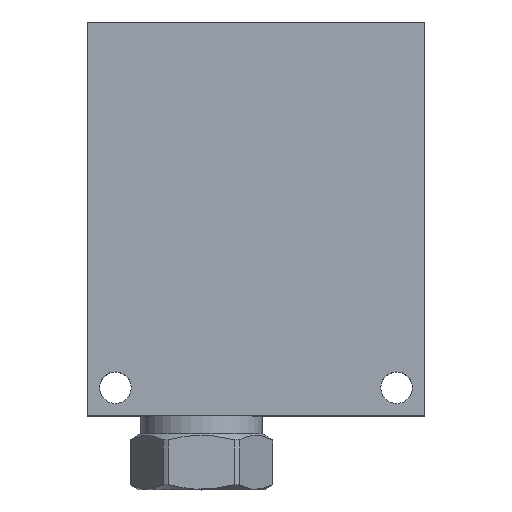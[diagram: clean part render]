
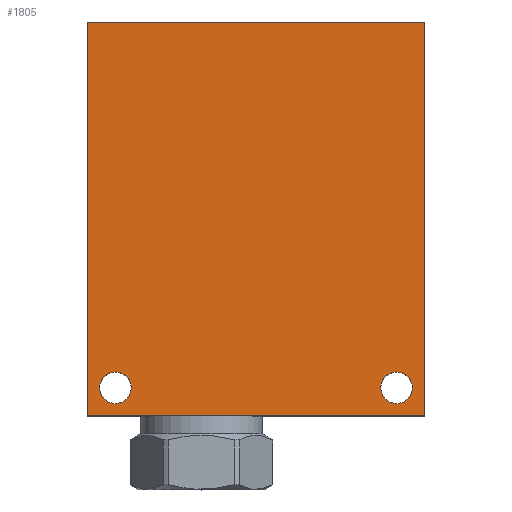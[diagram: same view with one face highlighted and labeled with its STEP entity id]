
A CAD part, top view. The second image highlights one B-rep face of the part: STEP entity #1805.
In plain terms, the highlighted planar face has unit normal (0, 0, 1).
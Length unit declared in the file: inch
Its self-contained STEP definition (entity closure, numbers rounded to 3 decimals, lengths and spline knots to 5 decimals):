
#93=DIRECTION('',(0.,-1.,0.));
#94=VECTOR('',#93,3.5);
#95=CARTESIAN_POINT('',(0.,0.,1.5));
#96=LINE('',#95,#94);
#97=DIRECTION('',(-1.,0.,0.));
#98=VECTOR('',#97,3.);
#99=CARTESIAN_POINT('',(3.,0.,1.5));
#100=LINE('',#99,#98);
#101=DIRECTION('',(0.,1.,0.));
#102=VECTOR('',#101,3.5);
#103=CARTESIAN_POINT('',(3.,-3.5,1.5));
#104=LINE('',#103,#102);
#105=DIRECTION('',(1.,0.,0.));
#106=VECTOR('',#105,3.);
#107=CARTESIAN_POINT('',(0.,-3.5,1.5));
#108=LINE('',#107,#106);
#109=CARTESIAN_POINT('',(0.25,-3.25,1.5));
#110=DIRECTION('',(0.,0.,1.));
#111=DIRECTION('',(0.,1.,0.));
#112=AXIS2_PLACEMENT_3D('',#109,#110,#111);
#114=CARTESIAN_POINT('',(0.25,-3.25,1.5));
#115=DIRECTION('',(0.,0.,1.));
#116=DIRECTION('',(0.,-1.,0.));
#117=AXIS2_PLACEMENT_3D('',#114,#115,#116);
#119=CARTESIAN_POINT('',(2.75,-3.25,1.5));
#120=DIRECTION('',(0.,0.,1.));
#121=DIRECTION('',(0.,1.,0.));
#122=AXIS2_PLACEMENT_3D('',#119,#120,#121);
#124=CARTESIAN_POINT('',(2.75,-3.25,1.5));
#125=DIRECTION('',(0.,0.,1.));
#126=DIRECTION('',(0.,-1.,0.));
#127=AXIS2_PLACEMENT_3D('',#124,#125,#126);
#1484=CARTESIAN_POINT('',(0.,0.,1.5));
#1485=CARTESIAN_POINT('',(0.,-3.5,1.5));
#1486=VERTEX_POINT('',#1484);
#1487=VERTEX_POINT('',#1485);
#1488=CARTESIAN_POINT('',(3.,-3.5,1.5));
#1489=VERTEX_POINT('',#1488);
#1490=CARTESIAN_POINT('',(3.,0.,1.5));
#1491=VERTEX_POINT('',#1490);
#1496=CARTESIAN_POINT('',(0.25,-3.1095,1.5));
#1497=CARTESIAN_POINT('',(0.25,-3.3905,1.5));
#1498=VERTEX_POINT('',#1496);
#1499=VERTEX_POINT('',#1497);
#1504=CARTESIAN_POINT('',(2.75,-3.1095,1.5));
#1505=CARTESIAN_POINT('',(2.75,-3.3905,1.5));
#1506=VERTEX_POINT('',#1504);
#1507=VERTEX_POINT('',#1505);
#1782=CARTESIAN_POINT('',(0.,0.,1.5));
#1783=DIRECTION('',(0.,0.,1.));
#1784=DIRECTION('',(1.,0.,0.));
#1785=AXIS2_PLACEMENT_3D('',#1782,#1783,#1784);
#1786=PLANE('',#1785);
#1787=ORIENTED_EDGE('',*,*,#1710,.F.);
#1788=ORIENTED_EDGE('',*,*,#1731,.F.);
#1789=ORIENTED_EDGE('',*,*,#1751,.F.);
#1790=ORIENTED_EDGE('',*,*,#1770,.F.);
#1791=EDGE_LOOP('',(#1787,#1788,#1789,#1790));
#1792=FACE_OUTER_BOUND('',#1791,.F.);
#1794=ORIENTED_EDGE('',*,*,#1793,.T.);
#1796=ORIENTED_EDGE('',*,*,#1795,.T.);
#1797=EDGE_LOOP('',(#1794,#1796));
#1798=FACE_BOUND('',#1797,.F.);
#1800=ORIENTED_EDGE('',*,*,#1799,.T.);
#1802=ORIENTED_EDGE('',*,*,#1801,.T.);
#1803=EDGE_LOOP('',(#1800,#1802));
#1804=FACE_BOUND('',#1803,.F.);
#1805=ADVANCED_FACE('',(#1792,#1798,#1804),#1786,.T.);
#113=CIRCLE('',#112,0.1405);
#118=CIRCLE('',#117,0.1405);
#123=CIRCLE('',#122,0.1405);
#128=CIRCLE('',#127,0.1405);
#1710=EDGE_CURVE('',#1486,#1487,#96,.T.);
#1731=EDGE_CURVE('',#1491,#1486,#100,.T.);
#1751=EDGE_CURVE('',#1489,#1491,#104,.T.);
#1770=EDGE_CURVE('',#1487,#1489,#108,.T.);
#1793=EDGE_CURVE('',#1498,#1499,#113,.T.);
#1795=EDGE_CURVE('',#1499,#1498,#118,.T.);
#1799=EDGE_CURVE('',#1506,#1507,#123,.T.);
#1801=EDGE_CURVE('',#1507,#1506,#128,.T.);
